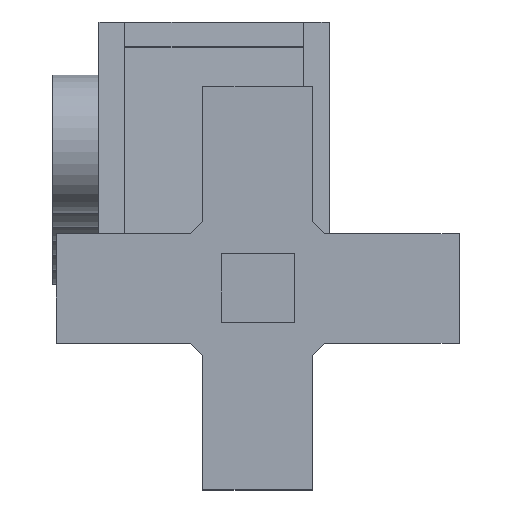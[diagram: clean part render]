
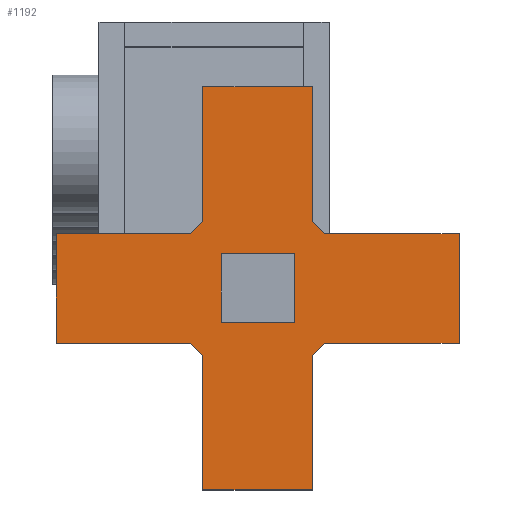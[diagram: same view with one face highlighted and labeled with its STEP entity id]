
A CAD part, top view. The second image highlights one B-rep face of the part: STEP entity #1192.
In plain terms, the highlighted planar face has unit normal (0, 0, 1).
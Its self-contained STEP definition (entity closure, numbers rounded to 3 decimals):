
#74=FACE_BOUND('',#206,.T.);
#82=CIRCLE('',#1372,7.9);
#87=CIRCLE('',#1380,30.);
#88=CIRCLE('',#1385,30.);
#89=CIRCLE('',#1390,30.);
#90=CIRCLE('',#1395,30.);
#131=FACE_OUTER_BOUND('',#205,.T.);
#205=EDGE_LOOP('',(#904,#905,#906,#907,#908,#909,#910,#911,#912,#913,#914,
#915,#916,#917,#918,#919));
#206=EDGE_LOOP('',(#920));
#290=LINE('',#1910,#423);
#293=LINE('',#1918,#426);
#295=LINE('',#1922,#428);
#297=LINE('',#1926,#430);
#300=LINE('',#1934,#433);
#302=LINE('',#1938,#435);
#304=LINE('',#1942,#437);
#307=LINE('',#1950,#440);
#309=LINE('',#1954,#442);
#311=LINE('',#1958,#444);
#314=LINE('',#1966,#447);
#316=LINE('',#1969,#449);
#423=VECTOR('',#1538,10.);
#426=VECTOR('',#1547,10.);
#428=VECTOR('',#1551,10.);
#430=VECTOR('',#1555,10.);
#433=VECTOR('',#1564,10.);
#435=VECTOR('',#1568,10.);
#437=VECTOR('',#1572,10.);
#440=VECTOR('',#1581,10.);
#442=VECTOR('',#1585,10.);
#444=VECTOR('',#1589,10.);
#447=VECTOR('',#1598,10.);
#449=VECTOR('',#1602,10.);
#535=VERTEX_POINT('',#1862);
#556=VERTEX_POINT('',#1907);
#557=VERTEX_POINT('',#1909);
#558=VERTEX_POINT('',#1913);
#559=VERTEX_POINT('',#1917);
#560=VERTEX_POINT('',#1921);
#561=VERTEX_POINT('',#1925);
#562=VERTEX_POINT('',#1929);
#563=VERTEX_POINT('',#1933);
#564=VERTEX_POINT('',#1937);
#565=VERTEX_POINT('',#1941);
#566=VERTEX_POINT('',#1945);
#567=VERTEX_POINT('',#1949);
#568=VERTEX_POINT('',#1953);
#569=VERTEX_POINT('',#1957);
#570=VERTEX_POINT('',#1961);
#571=VERTEX_POINT('',#1965);
#646=EDGE_CURVE('',#535,#535,#82,.T.);
#668=EDGE_CURVE('',#557,#556,#290,.T.);
#670=EDGE_CURVE('',#558,#557,#87,.T.);
#672=EDGE_CURVE('',#559,#558,#293,.T.);
#674=EDGE_CURVE('',#560,#559,#295,.T.);
#676=EDGE_CURVE('',#561,#560,#297,.T.);
#678=EDGE_CURVE('',#562,#561,#88,.T.);
#680=EDGE_CURVE('',#563,#562,#300,.T.);
#682=EDGE_CURVE('',#564,#563,#302,.T.);
#684=EDGE_CURVE('',#565,#564,#304,.T.);
#686=EDGE_CURVE('',#566,#565,#89,.T.);
#688=EDGE_CURVE('',#567,#566,#307,.T.);
#690=EDGE_CURVE('',#568,#567,#309,.T.);
#692=EDGE_CURVE('',#569,#568,#311,.T.);
#694=EDGE_CURVE('',#570,#569,#90,.T.);
#696=EDGE_CURVE('',#571,#570,#314,.T.);
#698=EDGE_CURVE('',#556,#571,#316,.T.);
#904=ORIENTED_EDGE('',*,*,#698,.T.);
#905=ORIENTED_EDGE('',*,*,#696,.T.);
#906=ORIENTED_EDGE('',*,*,#694,.T.);
#907=ORIENTED_EDGE('',*,*,#692,.T.);
#908=ORIENTED_EDGE('',*,*,#690,.T.);
#909=ORIENTED_EDGE('',*,*,#688,.T.);
#910=ORIENTED_EDGE('',*,*,#686,.T.);
#911=ORIENTED_EDGE('',*,*,#684,.T.);
#912=ORIENTED_EDGE('',*,*,#682,.T.);
#913=ORIENTED_EDGE('',*,*,#680,.T.);
#914=ORIENTED_EDGE('',*,*,#678,.T.);
#915=ORIENTED_EDGE('',*,*,#676,.T.);
#916=ORIENTED_EDGE('',*,*,#674,.T.);
#917=ORIENTED_EDGE('',*,*,#672,.T.);
#918=ORIENTED_EDGE('',*,*,#670,.T.);
#919=ORIENTED_EDGE('',*,*,#668,.T.);
#920=ORIENTED_EDGE('',*,*,#646,.T.);
#1128=PLANE('',#1398);
#1192=ADVANCED_FACE('',(#131,#74),#1128,.T.);
#1372=AXIS2_PLACEMENT_3D('',#1864,#1507,#1508);
#1380=AXIS2_PLACEMENT_3D('',#1914,#1542,#1543);
#1385=AXIS2_PLACEMENT_3D('',#1930,#1559,#1560);
#1390=AXIS2_PLACEMENT_3D('',#1946,#1576,#1577);
#1395=AXIS2_PLACEMENT_3D('',#1962,#1593,#1594);
#1398=AXIS2_PLACEMENT_3D('',#1970,#1603,#1604);
#1507=DIRECTION('center_axis',(0.,0.,-1.));
#1508=DIRECTION('ref_axis',(1.,0.,0.));
#1538=DIRECTION('',(0.,1.,0.));
#1542=DIRECTION('center_axis',(0.,0.,1.));
#1543=DIRECTION('ref_axis',(0.774,0.633,0.));
#1547=DIRECTION('',(-1.,0.,0.));
#1551=DIRECTION('',(0.,1.,0.));
#1555=DIRECTION('',(1.,0.,0.));
#1559=DIRECTION('center_axis',(0.,0.,1.));
#1560=DIRECTION('ref_axis',(0.633,-0.774,0.));
#1564=DIRECTION('',(0.,1.,0.));
#1568=DIRECTION('',(1.,0.,0.));
#1572=DIRECTION('',(0.,-1.,0.));
#1576=DIRECTION('center_axis',(0.,0.,1.));
#1577=DIRECTION('ref_axis',(-0.774,-0.633,0.));
#1581=DIRECTION('',(1.,0.,0.));
#1585=DIRECTION('',(0.,-1.,0.));
#1589=DIRECTION('',(-1.,0.,0.));
#1593=DIRECTION('center_axis',(0.,0.,1.));
#1594=DIRECTION('ref_axis',(-0.633,0.774,0.));
#1598=DIRECTION('',(0.,-1.,0.));
#1602=DIRECTION('',(-1.,0.,0.));
#1603=DIRECTION('center_axis',(0.,0.,1.));
#1604=DIRECTION('ref_axis',(1.,0.,0.));
#1862=CARTESIAN_POINT('',(-7.9,-30.95,143.1));
#1864=CARTESIAN_POINT('Origin',(0.,-30.95,143.1));
#1907=CARTESIAN_POINT('',(19.,39.05,143.1));
#1909=CARTESIAN_POINT('',(19.,-7.734,143.1));
#1910=CARTESIAN_POINT('',(19.,-7.734,143.1));
#1913=CARTESIAN_POINT('',(23.216,-11.95,143.1));
#1914=CARTESIAN_POINT('Origin',(0.,-30.95,143.1));
#1917=CARTESIAN_POINT('',(70.,-11.95,143.1));
#1918=CARTESIAN_POINT('',(70.,-11.95,143.1));
#1921=CARTESIAN_POINT('',(70.,-49.95,143.1));
#1922=CARTESIAN_POINT('',(70.,-49.95,143.1));
#1925=CARTESIAN_POINT('',(23.216,-49.95,143.1));
#1926=CARTESIAN_POINT('',(23.216,-49.95,143.1));
#1929=CARTESIAN_POINT('',(19.,-54.166,143.1));
#1930=CARTESIAN_POINT('Origin',(0.,-30.95,143.1));
#1933=CARTESIAN_POINT('',(19.,-100.95,143.1));
#1934=CARTESIAN_POINT('',(19.,-100.95,143.1));
#1937=CARTESIAN_POINT('',(-19.,-100.95,143.1));
#1938=CARTESIAN_POINT('',(-19.,-100.95,143.1));
#1941=CARTESIAN_POINT('',(-19.,-54.166,143.1));
#1942=CARTESIAN_POINT('',(-19.,-54.166,143.1));
#1945=CARTESIAN_POINT('',(-23.216,-49.95,143.1));
#1946=CARTESIAN_POINT('Origin',(0.,-30.95,143.1));
#1949=CARTESIAN_POINT('',(-70.,-49.95,143.1));
#1950=CARTESIAN_POINT('',(-70.,-49.95,143.1));
#1953=CARTESIAN_POINT('',(-70.,-11.95,143.1));
#1954=CARTESIAN_POINT('',(-70.,-11.95,143.1));
#1957=CARTESIAN_POINT('',(-23.216,-11.95,143.1));
#1958=CARTESIAN_POINT('',(-23.216,-11.95,143.1));
#1961=CARTESIAN_POINT('',(-19.,-7.734,143.1));
#1962=CARTESIAN_POINT('Origin',(0.,-30.95,143.1));
#1965=CARTESIAN_POINT('',(-19.,39.05,143.1));
#1966=CARTESIAN_POINT('',(-19.,39.05,143.1));
#1969=CARTESIAN_POINT('',(19.,39.05,143.1));
#1970=CARTESIAN_POINT('Origin',(0.,-30.95,143.1));
